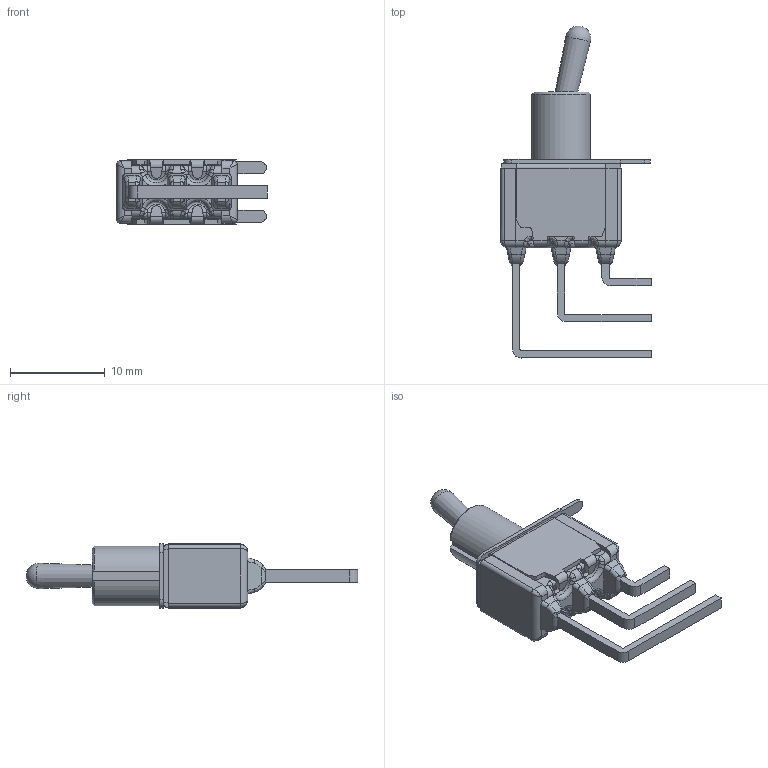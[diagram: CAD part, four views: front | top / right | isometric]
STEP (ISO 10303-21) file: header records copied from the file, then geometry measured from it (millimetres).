
FILE_DESCRIPTION(/* description */ ('STEP AP214'),/* implementation_level */ '2;1');
FILE_NAME(/* name */ '7101MD9AV2BE',/* time_stamp */ '2023-05-24T10:51:30+02:00',/* author */ ('License CC BY-ND 4.0'),/* organization */ ('CADENAS'),/* preprocessor_version */ 'ST-DEVELOPER v19.3',/* originating_system */ 'PARTsolutions',/* authorisation */ ' ');
FILE_SCHEMA (('AUTOMOTIVE_DESIGN {1 0 10303 214 3 1 1}'));
Length unit declared in the file: inch
Products named in the file (3): 7101MD9AV2BE; 7101MD9AV2BE_PART2; 7101MD9AV2BE_PART1
Assembly tree (2 placements, depth 2):
  7101MD9AV2BE
    7101MD9AV2BE_PART2
    7101MD9AV2BE_PART1
Bounding box: 15.88 x 34.97 x 6.76 mm (x, y, z)
Volume: 693.2 mm3; surface area: 1941.2 mm2
Topology: 2 solids, 2 shells, 682 faces, 1811 edges, 1137 vertices
Faces by surface type: plane 492, cylinder 112, bspline 64, cone 6, torus 6, sphere 2
Full cylindrical faces by diameter (mm): 1.587 x1, 3.531 x1, 4.039 x1
Entity records: 23848 total; most frequent: CARTESIAN_POINT 7430, ORIENTED_EDGE 3584, DIRECTION 3089, EDGE_CURVE 1792, LINE 1397, VECTOR 1397, VERTEX_POINT 1131, AXIS2_PLACEMENT_3D 846
